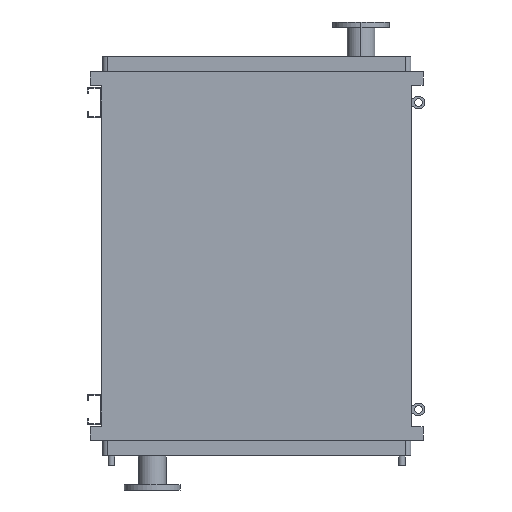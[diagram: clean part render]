
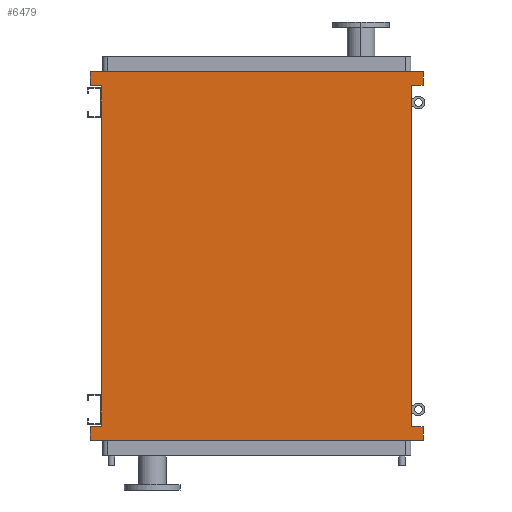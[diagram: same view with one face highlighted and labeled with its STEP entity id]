
A CAD part, front view. The second image highlights one B-rep face of the part: STEP entity #6479.
In plain terms, the highlighted planar face has unit normal (0, -1, 0).
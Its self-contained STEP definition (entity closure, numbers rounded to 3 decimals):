
#83 = VECTOR ( 'NONE', #2878, 1000. ) ;
#142 = VERTEX_POINT ( 'NONE', #1193 ) ;
#342 = LINE ( 'NONE', #2154, #4503 ) ;
#373 = CARTESIAN_POINT ( 'NONE',  ( 651., 0., 95. ) ) ;
#431 = EDGE_CURVE ( 'NONE', #142, #2902, #6608, .T. ) ;
#663 = CARTESIAN_POINT ( 'NONE',  ( 651., 0., -1293. ) ) ;
#853 = EDGE_CURVE ( 'NONE', #1730, #1863, #6331, .T. ) ;
#1193 = CARTESIAN_POINT ( 'NONE',  ( -651., 0., -1345. ) ) ;
#1270 = DIRECTION ( 'NONE',  ( 0., -1., 0. ) ) ;
#1389 = VECTOR ( 'NONE', #1982, 1000. ) ;
#1566 = CARTESIAN_POINT ( 'NONE',  ( -605., 0., 43. ) ) ;
#1603 = LINE ( 'NONE', #373, #83 ) ;
#1640 = ORIENTED_EDGE ( 'NONE', *, *, #6092, .F. ) ;
#1681 = EDGE_CURVE ( 'NONE', #3274, #2122, #1603, .T. ) ;
#1700 = ORIENTED_EDGE ( 'NONE', *, *, #431, .F. ) ;
#1730 = VERTEX_POINT ( 'NONE', #3726 ) ;
#1824 = EDGE_CURVE ( 'NONE', #2655, #7769, #5642, .T. ) ;
#1863 = VERTEX_POINT ( 'NONE', #2858 ) ;
#1982 = DIRECTION ( 'NONE',  ( -1., 0., 0. ) ) ;
#2122 = VERTEX_POINT ( 'NONE', #3707 ) ;
#2154 = CARTESIAN_POINT ( 'NONE',  ( -651., 0., -1293. ) ) ;
#2208 = ORIENTED_EDGE ( 'NONE', *, *, #7086, .F. ) ;
#2232 = DIRECTION ( 'NONE',  ( -1., 0., 0. ) ) ;
#2236 = EDGE_CURVE ( 'NONE', #5770, #2655, #3173, .T. ) ;
#2346 = CARTESIAN_POINT ( 'NONE',  ( 605., 0., -1250. ) ) ;
#2480 = CARTESIAN_POINT ( 'NONE',  ( 651., 0., 43. ) ) ;
#2496 = CARTESIAN_POINT ( 'NONE',  ( -605., 0., -1293. ) ) ;
#2507 = CARTESIAN_POINT ( 'NONE',  ( -651., 0., 95. ) ) ;
#2560 = VECTOR ( 'NONE', #7837, 1000. ) ;
#2651 = LINE ( 'NONE', #5871, #5957 ) ;
#2655 = VERTEX_POINT ( 'NONE', #1566 ) ;
#2680 = DIRECTION ( 'NONE',  ( 0., 0., 1. ) ) ;
#2772 = ORIENTED_EDGE ( 'NONE', *, *, #4466, .F. ) ;
#2858 = CARTESIAN_POINT ( 'NONE',  ( 651., 0., -1293. ) ) ;
#2878 = DIRECTION ( 'NONE',  ( 1., 0., 0. ) ) ;
#2902 = VERTEX_POINT ( 'NONE', #5365 ) ;
#2992 = EDGE_CURVE ( 'NONE', #2122, #7184, #3075, .T. ) ;
#3075 = LINE ( 'NONE', #2480, #5303 ) ;
#3138 = CARTESIAN_POINT ( 'NONE',  ( -651., 0., 43. ) ) ;
#3173 = LINE ( 'NONE', #6955, #3880 ) ;
#3248 = VECTOR ( 'NONE', #2680, 1000. ) ;
#3274 = VERTEX_POINT ( 'NONE', #2507 ) ;
#3449 = EDGE_CURVE ( 'NONE', #5493, #142, #2651, .T. ) ;
#3537 = ORIENTED_EDGE ( 'NONE', *, *, #2992, .F. ) ;
#3707 = CARTESIAN_POINT ( 'NONE',  ( 651., 0., 95. ) ) ;
#3726 = CARTESIAN_POINT ( 'NONE',  ( 605., 0., -1293. ) ) ;
#3880 = VECTOR ( 'NONE', #5010, 1000. ) ;
#3886 = VECTOR ( 'NONE', #5619, 1000. ) ;
#4037 = LINE ( 'NONE', #2346, #4489 ) ;
#4060 = LINE ( 'NONE', #5820, #3248 ) ;
#4251 = FACE_OUTER_BOUND ( 'NONE', #4754, .T. ) ;
#4310 = ORIENTED_EDGE ( 'NONE', *, *, #2236, .F. ) ;
#4331 = PLANE ( 'NONE',  #5392 ) ;
#4466 = EDGE_CURVE ( 'NONE', #1863, #5493, #6871, .T. ) ;
#4489 = VECTOR ( 'NONE', #4826, 1000. ) ;
#4503 = VECTOR ( 'NONE', #7816, 1000. ) ;
#4754 = EDGE_LOOP ( 'NONE', ( #7312, #2208, #3537, #7451, #7537, #5453, #4310, #1640, #1700, #6575, #2772, #7017 ) ) ;
#4826 = DIRECTION ( 'NONE',  ( 0., 0., 1. ) ) ;
#4889 = EDGE_CURVE ( 'NONE', #7769, #3274, #4060, .T. ) ;
#4956 = DIRECTION ( 'NONE',  ( 0., 0., -1. ) ) ;
#5010 = DIRECTION ( 'NONE',  ( 0., 0., 1. ) ) ;
#5031 = DIRECTION ( 'NONE',  ( 0., 0., -1. ) ) ;
#5115 = DIRECTION ( 'NONE',  ( 1., 0., 0. ) ) ;
#5139 = DIRECTION ( 'NONE',  ( -1., 0., 0. ) ) ;
#5239 = CARTESIAN_POINT ( 'NONE',  ( 605., 0., 43. ) ) ;
#5280 = LINE ( 'NONE', #5239, #5919 ) ;
#5303 = VECTOR ( 'NONE', #4956, 1000. ) ;
#5360 = CARTESIAN_POINT ( 'NONE',  ( -651., 0., -1345. ) ) ;
#5365 = CARTESIAN_POINT ( 'NONE',  ( -651., 0., -1293. ) ) ;
#5392 = AXIS2_PLACEMENT_3D ( 'NONE', #6855, #1270, #5031 ) ;
#5453 = ORIENTED_EDGE ( 'NONE', *, *, #1824, .F. ) ;
#5493 = VERTEX_POINT ( 'NONE', #5832 ) ;
#5619 = DIRECTION ( 'NONE',  ( 0., 0., -1. ) ) ;
#5642 = LINE ( 'NONE', #6286, #1389 ) ;
#5686 = VECTOR ( 'NONE', #5115, 1000. ) ;
#5770 = VERTEX_POINT ( 'NONE', #2496 ) ;
#5820 = CARTESIAN_POINT ( 'NONE',  ( -651., 0., 95. ) ) ;
#5832 = CARTESIAN_POINT ( 'NONE',  ( 651., 0., -1345. ) ) ;
#5871 = CARTESIAN_POINT ( 'NONE',  ( 651., 0., -1345. ) ) ;
#5919 = VECTOR ( 'NONE', #2232, 1000. ) ;
#5957 = VECTOR ( 'NONE', #5139, 1000. ) ;
#6066 = VERTEX_POINT ( 'NONE', #6538 ) ;
#6092 = EDGE_CURVE ( 'NONE', #2902, #5770, #342, .T. ) ;
#6286 = CARTESIAN_POINT ( 'NONE',  ( -651., 0., 43. ) ) ;
#6331 = LINE ( 'NONE', #6937, #5686 ) ;
#6479 = ADVANCED_FACE ( 'NONE', ( #4251 ), #4331, .T. ) ;
#6538 = CARTESIAN_POINT ( 'NONE',  ( 605., 0., 43. ) ) ;
#6575 = ORIENTED_EDGE ( 'NONE', *, *, #3449, .F. ) ;
#6608 = LINE ( 'NONE', #5360, #2560 ) ;
#6685 = EDGE_CURVE ( 'NONE', #1730, #6066, #4037, .T. ) ;
#6855 = CARTESIAN_POINT ( 'NONE',  ( -605., 0., -1250. ) ) ;
#6871 = LINE ( 'NONE', #663, #3886 ) ;
#6937 = CARTESIAN_POINT ( 'NONE',  ( 605., 0., -1293. ) ) ;
#6955 = CARTESIAN_POINT ( 'NONE',  ( -605., 0., -1250. ) ) ;
#7017 = ORIENTED_EDGE ( 'NONE', *, *, #853, .F. ) ;
#7086 = EDGE_CURVE ( 'NONE', #7184, #6066, #5280, .T. ) ;
#7184 = VERTEX_POINT ( 'NONE', #7279 ) ;
#7279 = CARTESIAN_POINT ( 'NONE',  ( 651., 0., 43. ) ) ;
#7312 = ORIENTED_EDGE ( 'NONE', *, *, #6685, .T. ) ;
#7451 = ORIENTED_EDGE ( 'NONE', *, *, #1681, .F. ) ;
#7537 = ORIENTED_EDGE ( 'NONE', *, *, #4889, .F. ) ;
#7769 = VERTEX_POINT ( 'NONE', #3138 ) ;
#7816 = DIRECTION ( 'NONE',  ( 1., 0., 0. ) ) ;
#7837 = DIRECTION ( 'NONE',  ( 0., 0., 1. ) ) ;
